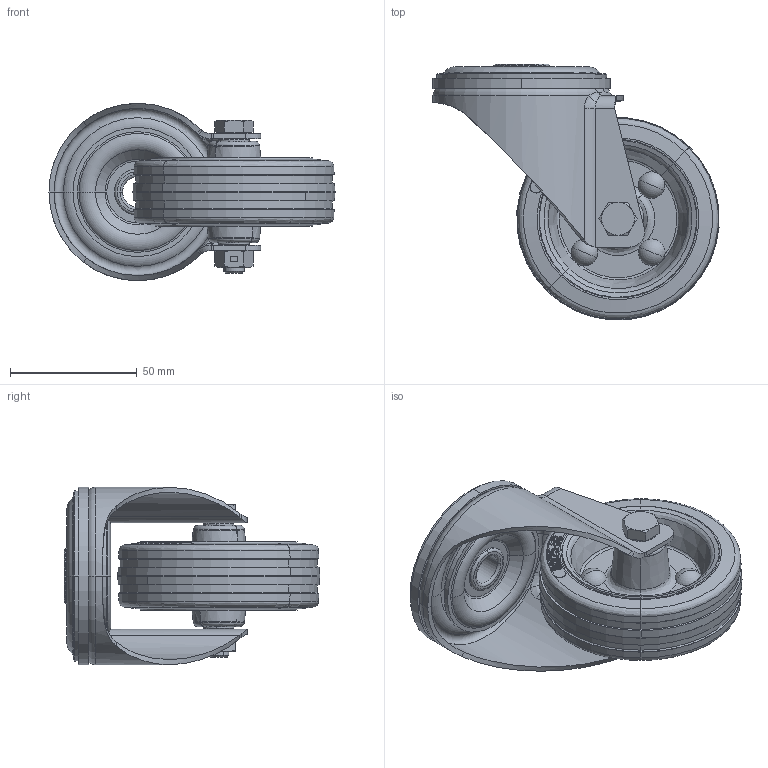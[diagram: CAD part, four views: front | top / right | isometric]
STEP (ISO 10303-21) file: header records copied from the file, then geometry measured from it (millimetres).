
FILE_DESCRIPTION (( 'STEP AP214' ), '1' );
FILE_NAME ('0055984.step', '2023-10-12T12:45:08', ( '' ), ( '' ), 'SwSTEP 2.0', 'SolidWorks 2020', '' );
FILE_SCHEMA (( 'AUTOMOTIVE_DESIGN' ));
Length unit declared in the file: millimetre
Products named in the file (1): 0055984
Bounding box: 112.86 x 100.86 x 70 mm (x, y, z)
Volume: 126523.8 mm3; surface area: 84905 mm2
Topology: 23 solids, 24 shells, 531 faces, 1170 edges, 696 vertices
Faces by surface type: plane 131, bspline 119, cone 116, cylinder 87, torus 78
Entity records: 25795 total; most frequent: CARTESIAN_POINT 8534, ORIENTED_EDGE 2308, DIRECTION 2265, EDGE_CURVE 1154, AXIS2_PLACEMENT_3D 941, VERTEX_POINT 696, EDGE_LOOP 604, UNCERTAINTY_MEASURE_WITH_UNIT 556
